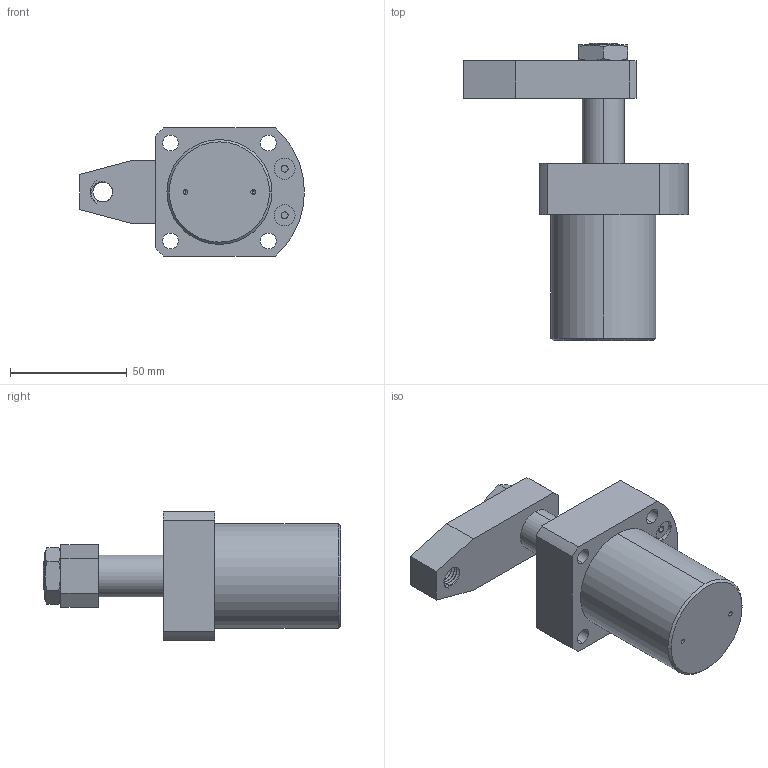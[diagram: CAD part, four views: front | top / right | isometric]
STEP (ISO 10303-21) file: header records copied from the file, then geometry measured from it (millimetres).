
FILE_DESCRIPTION (( 'STEP AP203' ), '1' );
FILE_NAME ('chs-fam25s_asm.STEP', '2019-04-17T07:49:46', ( '' ), ( '' ), 'SwSTEP 2.0', 'SolidWorks 2017', '' );
FILE_SCHEMA (( 'CONFIG_CONTROL_DESIGN' ));
Length unit declared in the file: millimetre
Products named in the file (5): CHS-25S-01_1; CHS-25S-02_1; chs-fam25s_asm; M14_1; CHS-FAM25BT
Assembly tree (4 placements, depth 2):
  chs-fam25s_asm
    CHS-FAM25BT
    CHS-25S-02_1
    CHS-25S-01_1
    M14_1
Bounding box: 96.5 x 127.5 x 55 mm (x, y, z)
Volume: 205284.6 mm3; surface area: 37797.7 mm2
Topology: 5 solids, 5 shells, 172 faces, 438 edges, 285 vertices
Faces by surface type: cylinder 89, plane 45, cone 22, bspline 16
Entity records: 13176 total; most frequent: CARTESIAN_POINT 8765, ORIENTED_EDGE 864, DIRECTION 709, EDGE_CURVE 432, VERTEX_POINT 285, AXIS2_PLACEMENT_3D 277, EDGE_LOOP 201, FACE_OUTER_BOUND 172
